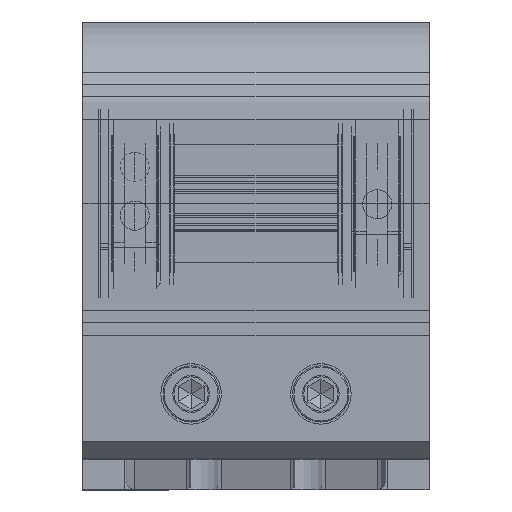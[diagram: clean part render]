
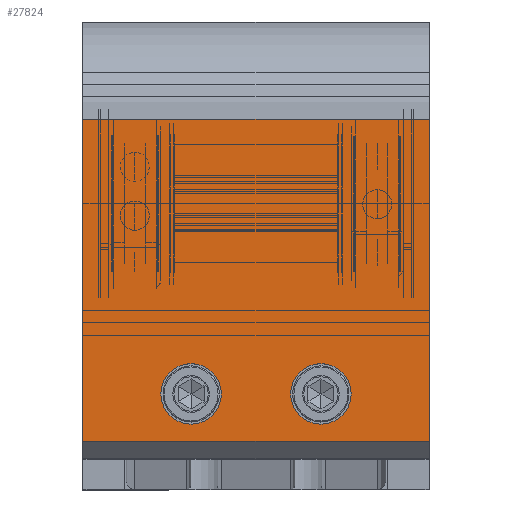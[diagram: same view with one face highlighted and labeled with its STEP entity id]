
A CAD part, top view. The second image highlights one B-rep face of the part: STEP entity #27824.
In plain terms, the highlighted planar face has unit normal (0, 0, 1).
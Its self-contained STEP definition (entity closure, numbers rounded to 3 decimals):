
#1343 = CARTESIAN_POINT ( 'NONE',  ( 130.798, 174.238, 570.351 ) ) ;
#1802 = EDGE_CURVE ( 'NONE', #152750, #71255, #214596, .T. ) ;
#4605 = EDGE_CURVE ( 'NONE', #177021, #299946, #43669, .T. ) ;
#4798 = LINE ( 'NONE', #219740, #124190 ) ;
#7125 = DIRECTION ( 'NONE',  ( 0., -1., 0. ) ) ;
#10277 = VERTEX_POINT ( 'NONE', #225095 ) ;
#15118 = CIRCLE ( 'NONE', #212095, 7. ) ;
#20894 = ORIENTED_EDGE ( 'NONE', *, *, #59446, .F. ) ;
#24656 = LINE ( 'NONE', #51055, #78853 ) ;
#25907 = CARTESIAN_POINT ( 'NONE',  ( 185.798, 159.238, 570.351 ) ) ;
#27824 = ADVANCED_FACE ( 'NONE', ( #144380, #285209, #43628 ), #340003, .F. ) ;
#43628 = FACE_OUTER_BOUND ( 'NONE', #250871, .T. ) ;
#43669 = LINE ( 'NONE', #153122, #181707 ) ;
#51055 = CARTESIAN_POINT ( 'NONE',  ( 185.798, 237.738, 570.351 ) ) ;
#59446 = EDGE_CURVE ( 'NONE', #10277, #299946, #4798, .T. ) ;
#65496 = CARTESIAN_POINT ( 'NONE',  ( 160.798, 174.238, 570.351 ) ) ;
#71255 = VERTEX_POINT ( 'NONE', #122072 ) ;
#76932 = DIRECTION ( 'NONE',  ( 0., 0., -1. ) ) ;
#78853 = VECTOR ( 'NONE', #100465, 1000. ) ;
#81377 = CARTESIAN_POINT ( 'NONE',  ( 123.798, 174.238, 570.351 ) ) ;
#83870 = ORIENTED_EDGE ( 'NONE', *, *, #4605, .T. ) ;
#95050 = LINE ( 'NONE', #116365, #168780 ) ;
#96441 = ORIENTED_EDGE ( 'NONE', *, *, #331079, .F. ) ;
#99181 = ORIENTED_EDGE ( 'NONE', *, *, #1802, .F. ) ;
#99907 = CARTESIAN_POINT ( 'NONE',  ( 105.798, 163.238, 570.351 ) ) ;
#100465 = DIRECTION ( 'NONE',  ( -1., 0., 0. ) ) ;
#103843 = VERTEX_POINT ( 'NONE', #221412 ) ;
#105744 = VERTEX_POINT ( 'NONE', #145054 ) ;
#106141 = DIRECTION ( 'NONE',  ( 1., 0., 0. ) ) ;
#114729 = EDGE_CURVE ( 'NONE', #105744, #266838, #286390, .T. ) ;
#115416 = ORIENTED_EDGE ( 'NONE', *, *, #328325, .F. ) ;
#116365 = CARTESIAN_POINT ( 'NONE',  ( 105.798, 159.238, 570.351 ) ) ;
#119231 = ORIENTED_EDGE ( 'NONE', *, *, #222231, .T. ) ;
#122072 = CARTESIAN_POINT ( 'NONE',  ( 153.798, 174.238, 570.351 ) ) ;
#124190 = VECTOR ( 'NONE', #189900, 1000. ) ;
#132433 = CARTESIAN_POINT ( 'NONE',  ( 160.798, 174.238, 570.351 ) ) ;
#134475 = AXIS2_PLACEMENT_3D ( 'NONE', #1343, #165311, #166997 ) ;
#144380 = FACE_BOUND ( 'NONE', #271443, .T. ) ;
#145054 = CARTESIAN_POINT ( 'NONE',  ( 137.798, 174.238, 570.351 ) ) ;
#148582 = DIRECTION ( 'NONE',  ( 1., 0., 0. ) ) ;
#151348 = DIRECTION ( 'NONE',  ( 1., 0., 0. ) ) ;
#152750 = VERTEX_POINT ( 'NONE', #274536 ) ;
#153122 = CARTESIAN_POINT ( 'NONE',  ( 185.798, 163.238, 570.351 ) ) ;
#154458 = CIRCLE ( 'NONE', #329153, 7. ) ;
#165311 = DIRECTION ( 'NONE',  ( 0., 0., 1. ) ) ;
#166997 = DIRECTION ( 'NONE',  ( 1., 0., 0. ) ) ;
#168780 = VECTOR ( 'NONE', #7125, 1000. ) ;
#176649 = DIRECTION ( 'NONE',  ( 0., 0., 1. ) ) ;
#177021 = VERTEX_POINT ( 'NONE', #99907 ) ;
#178656 = CARTESIAN_POINT ( 'NONE',  ( 185.798, 163.238, 570.351 ) ) ;
#181707 = VECTOR ( 'NONE', #151348, 1000. ) ;
#182883 = DIRECTION ( 'NONE',  ( -1., 0., 0. ) ) ;
#189900 = DIRECTION ( 'NONE',  ( 0., -1., 0. ) ) ;
#210073 = CARTESIAN_POINT ( 'NONE',  ( 130.798, 174.238, 570.351 ) ) ;
#212095 = AXIS2_PLACEMENT_3D ( 'NONE', #132433, #215153, #296371 ) ;
#214596 = CIRCLE ( 'NONE', #332858, 7. ) ;
#215153 = DIRECTION ( 'NONE',  ( 0., 0., 1. ) ) ;
#219740 = CARTESIAN_POINT ( 'NONE',  ( 185.798, 159.238, 570.351 ) ) ;
#221412 = CARTESIAN_POINT ( 'NONE',  ( 105.798, 237.738, 570.351 ) ) ;
#222231 = EDGE_CURVE ( 'NONE', #10277, #103843, #24656, .T. ) ;
#225095 = CARTESIAN_POINT ( 'NONE',  ( 185.798, 237.738, 570.351 ) ) ;
#234956 = ORIENTED_EDGE ( 'NONE', *, *, #114729, .F. ) ;
#250871 = EDGE_LOOP ( 'NONE', ( #347507, #83870, #20894, #119231 ) ) ;
#261250 = DIRECTION ( 'NONE',  ( 0., 0., 1. ) ) ;
#261760 = AXIS2_PLACEMENT_3D ( 'NONE', #25907, #76932, #182883 ) ;
#266838 = VERTEX_POINT ( 'NONE', #81377 ) ;
#271443 = EDGE_LOOP ( 'NONE', ( #234956, #115416 ) ) ;
#274536 = CARTESIAN_POINT ( 'NONE',  ( 167.798, 174.238, 570.351 ) ) ;
#285209 = FACE_BOUND ( 'NONE', #318763, .T. ) ;
#286390 = CIRCLE ( 'NONE', #134475, 7. ) ;
#296371 = DIRECTION ( 'NONE',  ( 1., 0., 0. ) ) ;
#299946 = VERTEX_POINT ( 'NONE', #178656 ) ;
#318763 = EDGE_LOOP ( 'NONE', ( #99181, #96441 ) ) ;
#325550 = EDGE_CURVE ( 'NONE', #103843, #177021, #95050, .T. ) ;
#328325 = EDGE_CURVE ( 'NONE', #266838, #105744, #154458, .T. ) ;
#329153 = AXIS2_PLACEMENT_3D ( 'NONE', #210073, #261250, #106141 ) ;
#331079 = EDGE_CURVE ( 'NONE', #71255, #152750, #15118, .T. ) ;
#332858 = AXIS2_PLACEMENT_3D ( 'NONE', #65496, #176649, #148582 ) ;
#340003 = PLANE ( 'NONE',  #261760 ) ;
#347507 = ORIENTED_EDGE ( 'NONE', *, *, #325550, .T. ) ;
